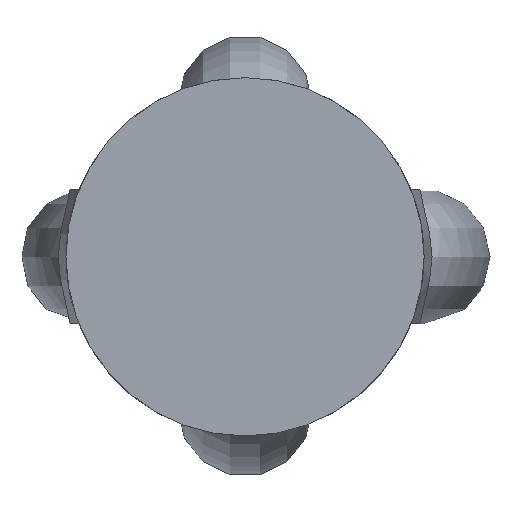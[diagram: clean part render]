
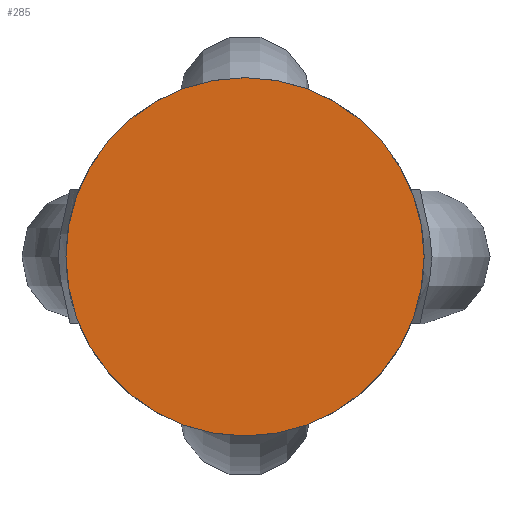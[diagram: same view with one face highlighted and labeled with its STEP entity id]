
A CAD part, front view. The second image highlights one B-rep face of the part: STEP entity #285.
In plain terms, the highlighted planar face has unit normal (0, -1, 0).
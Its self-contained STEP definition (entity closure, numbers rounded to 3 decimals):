
#30=CIRCLE('',#323,4.);
#64=PLANE('',#325);
#75=FACE_OUTER_BOUND('',#93,.T.);
#93=EDGE_LOOP('',(#220));
#130=VERTEX_POINT('',#657);
#161=EDGE_CURVE('',#130,#130,#30,.T.);
#220=ORIENTED_EDGE('',*,*,#161,.F.);
#285=ADVANCED_FACE('',(#75),#64,.F.);
#323=AXIS2_PLACEMENT_3D('',#659,#364,#365);
#325=AXIS2_PLACEMENT_3D('',#661,#368,#369);
#364=DIRECTION('center_axis',(0.,1.,0.));
#365=DIRECTION('ref_axis',(1.,0.,0.));
#368=DIRECTION('center_axis',(0.,1.,0.));
#369=DIRECTION('ref_axis',(1.,0.,0.));
#657=CARTESIAN_POINT('',(-49.,0.,0.));
#659=CARTESIAN_POINT('Origin',(-45.,0.,0.));
#661=CARTESIAN_POINT('Origin',(-45.,0.,0.));
